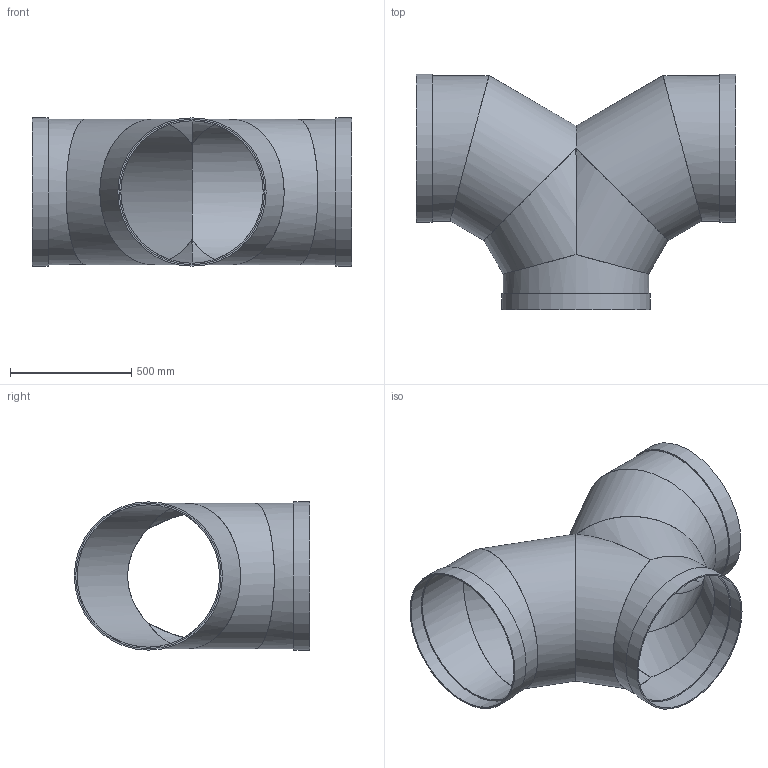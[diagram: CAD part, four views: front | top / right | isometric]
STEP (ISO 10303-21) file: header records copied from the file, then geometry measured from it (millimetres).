
FILE_DESCRIPTION( ( 'STEP AP214' ), '1' );
FILE_NAME( '3100421H.stp', '2021-12-03T08:36:44', ( 'License CC BY-ND 4.0' ), ( 'CADENAS' ), ' ', 'PARTsolutions', ' ' );
FILE_SCHEMA( ( 'AUTOMOTIVE_DESIGN { 1 0 10303 214 1 1 1 1 }' ) );
Length unit declared in the file: millimetre
Products named in the file (5): 3100421H; _3100421H-P1; _3100421H-P2; _3100421H-P3; _3100421H-P4
Assembly tree (7 placements, depth 2):
  3100421H
    _3100421H-P1
    _3100421H-P2  x2
    _3100421H-P3  x2
    _3100421H-P4  x2
Bounding box: 1320 x 972 x 612 mm (x, y, z)
Volume: 17494390.6 mm3; surface area: 5988770.5 mm2
Topology: 7 solids, 7 shells, 47 faces, 93 edges, 63 vertices
Faces by surface type: plane 27, cylinder 20
Full cylindrical faces by diameter (mm): 588 x5, 600 x8, 612 x3
Entity records: 990 total; most frequent: DIRECTION 144, CARTESIAN_POINT 108, ORIENTED_EDGE 80, AXIS2_PLACEMENT_3D 68, EDGE_LOOP 46, EDGE_CURVE 40, FACE_OUTER_BOUND 38, VERTEX_POINT 32
